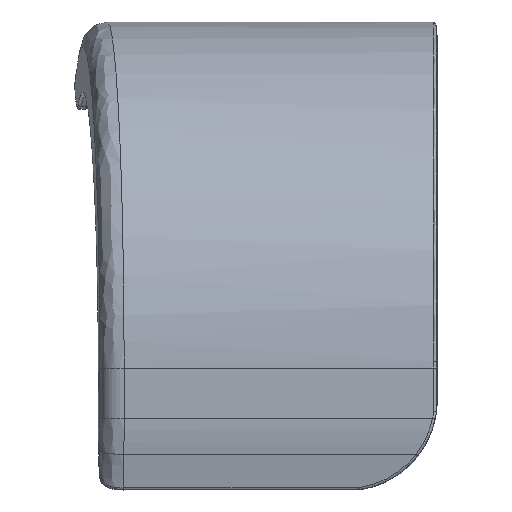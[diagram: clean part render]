
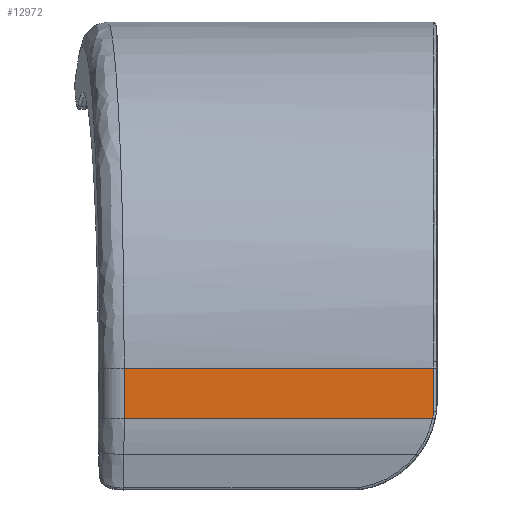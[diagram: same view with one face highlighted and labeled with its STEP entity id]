
A CAD part, top view. The second image highlights one B-rep face of the part: STEP entity #12972.
In plain terms, the highlighted planar face has unit normal (0, 0, 1).
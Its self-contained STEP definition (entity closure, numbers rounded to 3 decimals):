
#816=CIRCLE('',#14234,14.55);
#2047=FACE_OUTER_BOUND('',#2833,.T.);
#2833=EDGE_LOOP('',(#11894,#11895,#11896,#11897,#11898,#11899));
#4041=LINE('',#39922,#4865);
#4042=LINE('',#39954,#4866);
#4043=LINE('',#39958,#4867);
#4044=LINE('',#39960,#4868);
#4052=LINE('',#41075,#4876);
#4865=VECTOR('',#17542,0.043);
#4866=VECTOR('',#17549,7.116);
#4867=VECTOR('',#17554,8.267);
#4868=VECTOR('',#17557,50.962);
#4876=VECTOR('',#17609,51.151);
#6024=VERTEX_POINT('',#38990);
#6025=VERTEX_POINT('',#39020);
#6047=VERTEX_POINT('',#39920);
#6048=VERTEX_POINT('',#39921);
#6049=VERTEX_POINT('',#39952);
#6050=VERTEX_POINT('',#39956);
#7978=EDGE_CURVE('',#6047,#6048,#4041,.F.);
#7982=EDGE_CURVE('',#6048,#6049,#4042,.F.);
#7984=EDGE_CURVE('',#6050,#6024,#4043,.T.);
#7985=EDGE_CURVE('',#6024,#6025,#4044,.T.);
#7986=EDGE_CURVE('',#6025,#6047,#816,.T.);
#8014=EDGE_CURVE('',#6050,#6049,#4052,.F.);
#11894=ORIENTED_EDGE('',*,*,#7985,.T.);
#11895=ORIENTED_EDGE('',*,*,#7986,.T.);
#11896=ORIENTED_EDGE('',*,*,#7978,.T.);
#11897=ORIENTED_EDGE('',*,*,#7982,.T.);
#11898=ORIENTED_EDGE('',*,*,#8014,.F.);
#11899=ORIENTED_EDGE('',*,*,#7984,.T.);
#12199=PLANE('',#14254);
#12972=ADVANCED_FACE('',(#2047),#12199,.T.);
#14234=AXIS2_PLACEMENT_3D('',#39962,#17560,#17561);
#14254=AXIS2_PLACEMENT_3D('',#41074,#17607,#17608);
#17542=DIRECTION('',(0.,-1.,0.));
#17549=DIRECTION('',(0.,-1.,0.));
#17554=DIRECTION('',(0.,-1.,0.));
#17557=DIRECTION('',(1.,0.,0.));
#17560=DIRECTION('center_axis',(0.,0.,1.));
#17561=DIRECTION('ref_axis',(0.992,-0.13,0.));
#17607=DIRECTION('center_axis',(0.,0.,1.));
#17608=DIRECTION('ref_axis',(0.,-1.,0.));
#17609=DIRECTION('',(-1.,0.,0.));
#38990=CARTESIAN_POINT('',(-81.425,-263.972,-41.626));
#39020=CARTESIAN_POINT('',(-30.463,-263.972,-41.626));
#39920=CARTESIAN_POINT('',(-30.274,-262.864,-41.626));
#39921=CARTESIAN_POINT('',(-30.274,-262.821,-41.626));
#39922=CARTESIAN_POINT('',(-30.274,-262.821,-41.626));
#39952=CARTESIAN_POINT('',(-30.274,-255.705,-41.626));
#39954=CARTESIAN_POINT('',(-30.274,-255.705,-41.626));
#39956=CARTESIAN_POINT('',(-81.425,-255.705,-41.626));
#39958=CARTESIAN_POINT('',(-81.425,-255.705,-41.626));
#39960=CARTESIAN_POINT('',(-81.425,-263.972,-41.626));
#39962=CARTESIAN_POINT('Origin',(-44.7,-260.971,-41.626));
#41074=CARTESIAN_POINT('Origin',(-21.,-255.705,-41.626));
#41075=CARTESIAN_POINT('',(-30.274,-255.705,-41.626));
